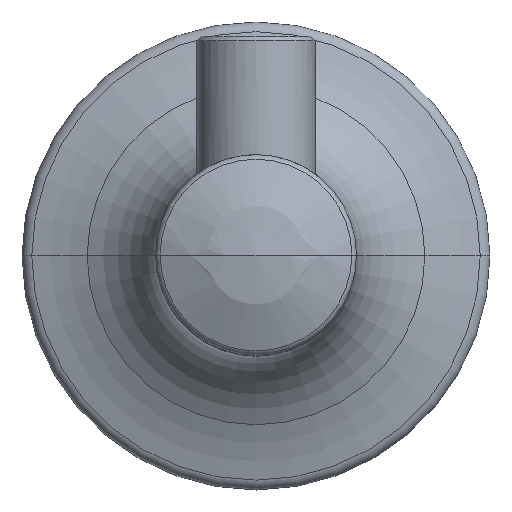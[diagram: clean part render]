
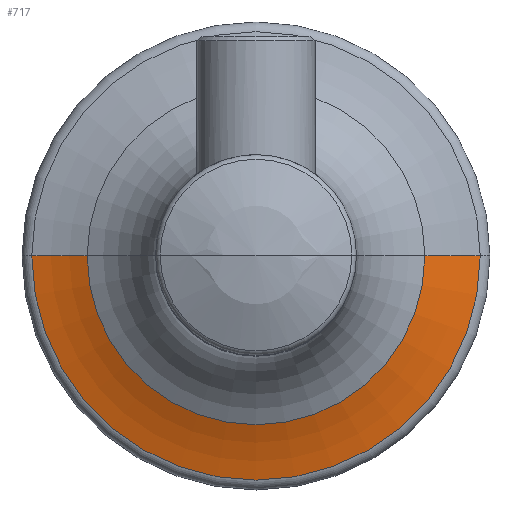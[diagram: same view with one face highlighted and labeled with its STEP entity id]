
A CAD part, top view. The second image highlights one B-rep face of the part: STEP entity #717.
In plain terms, the highlighted toroidal (fillet/blend) face has major radius 34.342 mm and minor radius 31.75 mm.
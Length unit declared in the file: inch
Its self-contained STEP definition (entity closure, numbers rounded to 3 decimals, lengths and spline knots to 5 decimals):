
#40=CARTESIAN_POINT('',(1.35204,0.,1.50421));
#41=DIRECTION('',(0.,1.,0.));
#42=DIRECTION('',(-0.219,0.,-0.976));
#43=AXIS2_PLACEMENT_3D('',#40,#41,#42);
#45=CARTESIAN_POINT('',(-1.35204,0.,1.50421));
#46=DIRECTION('',(0.,-1.,0.));
#47=DIRECTION('',(0.219,0.,-0.976));
#48=AXIS2_PLACEMENT_3D('',#45,#46,#47);
#50=CARTESIAN_POINT('',(0.,0.,0.28458));
#51=DIRECTION('',(0.,0.,1.));
#52=DIRECTION('',(-1.,0.,0.));
#53=AXIS2_PLACEMENT_3D('',#50,#51,#52);
#65=CARTESIAN_POINT('',(0.,0.,0.37695));
#66=DIRECTION('',(0.,0.,-1.));
#67=DIRECTION('',(1.,0.,0.));
#68=AXIS2_PLACEMENT_3D('',#65,#66,#67);
#542=CARTESIAN_POINT('',(0.81186,0.,0.37695));
#543=VERTEX_POINT('',#542);
#544=CARTESIAN_POINT('',(-0.81186,0.,0.37695));
#545=VERTEX_POINT('',#544);
#546=CARTESIAN_POINT('',(1.07815,0.,0.28458));
#547=CARTESIAN_POINT('',(-1.07815,0.,0.28458));
#548=VERTEX_POINT('',#546);
#549=VERTEX_POINT('',#547);
#704=CARTESIAN_POINT('',(0.,0.,1.50421));
#705=DIRECTION('',(0.,0.,-1.));
#706=DIRECTION('',(-1.,0.,0.));
#707=AXIS2_PLACEMENT_3D('',#704,#705,#706);
#708=TOROIDAL_SURFACE('',#707,1.35204,1.25);
#710=ORIENTED_EDGE('',*,*,#709,.F.);
#711=ORIENTED_EDGE('',*,*,#699,.T.);
#713=ORIENTED_EDGE('',*,*,#712,.F.);
#714=ORIENTED_EDGE('',*,*,#695,.F.);
#715=EDGE_LOOP('',(#710,#711,#713,#714));
#716=FACE_OUTER_BOUND('',#715,.F.);
#717=ADVANCED_FACE('',(#716),#708,.F.);
#44=CIRCLE('',#43,1.25);
#49=CIRCLE('',#48,1.25);
#54=CIRCLE('',#53,1.07815);
#69=CIRCLE('',#68,0.81186);
#695=EDGE_CURVE('',#548,#543,#44,.T.);
#699=EDGE_CURVE('',#549,#545,#49,.T.);
#709=EDGE_CURVE('',#549,#548,#54,.T.);
#712=EDGE_CURVE('',#543,#545,#69,.T.);
